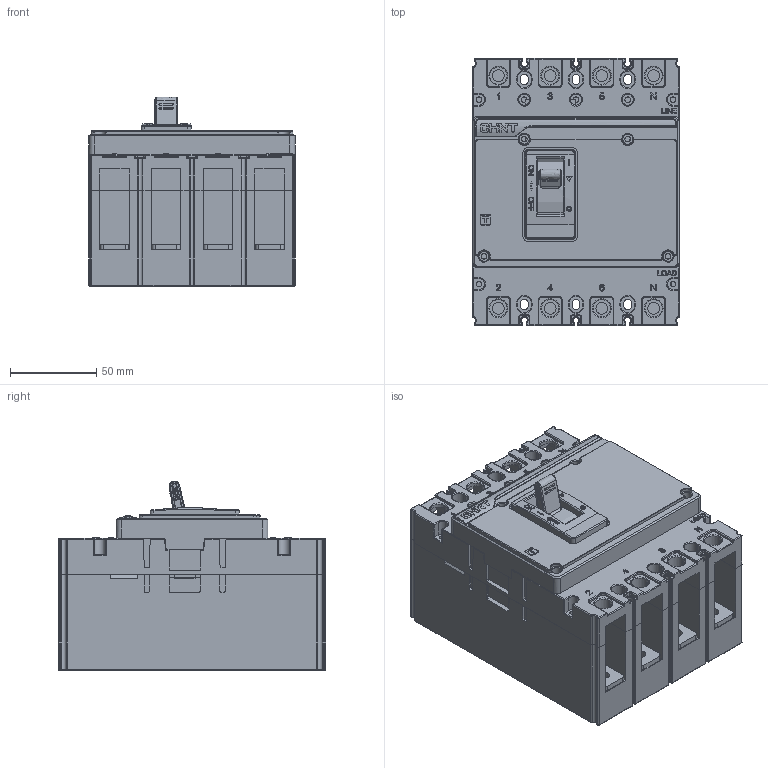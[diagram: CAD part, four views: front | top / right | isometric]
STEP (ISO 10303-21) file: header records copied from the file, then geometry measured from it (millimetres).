
FILE_DESCRIPTION(/* description */ (''),/* implementation_level */ '2;1');
FILE_NAME(/* name */ 'NXM-160H 4P.stp',/* time_stamp */ '2017-04-07T15:28:57+08:00',/* author */ (''),/* organization */ (''),/* preprocessor_version */ 'ST-DEVELOPER v11',/* originating_system */ 'SIEMENS PLM Software NX 7.5',/* authorisation */ '');
FILE_SCHEMA (('CONFIG_CONTROL_DESIGN'));
Products named in the file (1): _model1
Bounding box: 120 x 155 x 110.17 mm (x, y, z)
Volume: 1145948.6 mm3; surface area: 303083.4 mm2
Topology: 25 solids, 31 shells, 5079 faces, 13738 edges, 8793 vertices
Faces by surface type: plane 3161, cylinder 1295, extrusion 214, torus 142, sphere 123, cone 74, bspline 70
Full cylindrical faces by diameter (mm): 2.3 x2, 2.7 x2, 2.9 x7, 3 x7, 3.2 x9, 3.5 x11, 4 x8, 4.5 x1, 5.3 x2, 5.5 x2, 5.8 x4, 6 x3, 6.2 x8, 6.5 x5, 6.8 x14, 8.5 x2, 9 x4, 10 x22, 13.5 x8, 17.5 x1
Entity records: 176828 total; most frequent: CARTESIAN_POINT 50617, ORIENTED_EDGE 26710, DIRECTION 25025, EDGE_CURVE 13355, VECTOR 9641, LINE 9427, VERTEX_POINT 8710, AXIS2_PLACEMENT_3D 7692
